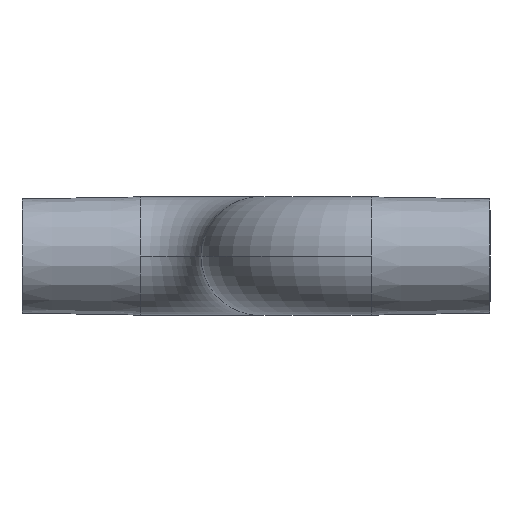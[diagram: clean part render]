
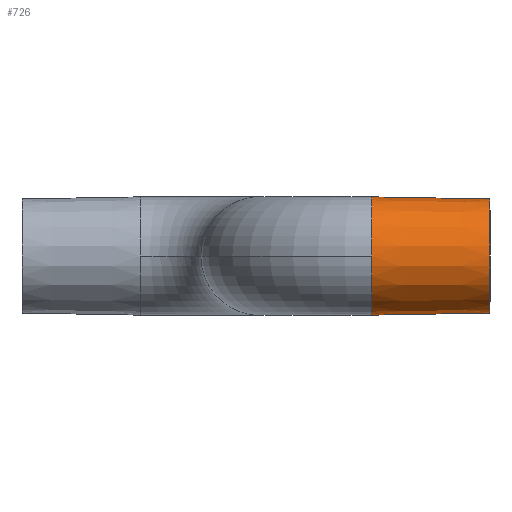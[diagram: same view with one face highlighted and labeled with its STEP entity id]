
A CAD part, left-side view. The second image highlights one B-rep face of the part: STEP entity #726.
In plain terms, the highlighted conical face has half-angle 1 degrees and reference radius 10 mm.
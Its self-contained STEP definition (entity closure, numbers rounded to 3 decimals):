
#52 = AXIS2_PLACEMENT_3D ( 'NONE', #981, #513, #913 ) ;
#89 = DIRECTION ( 'NONE',  ( 0., 1., 0. ) ) ;
#165 = EDGE_CURVE ( 'NONE', #541, #391, #769, .T. ) ;
#166 = DIRECTION ( 'NONE',  ( 0., 1., -0.017 ) ) ;
#278 = DIRECTION ( 'NONE',  ( 0., 1., 0. ) ) ;
#283 = VERTEX_POINT ( 'NONE', #591 ) ;
#298 = ORIENTED_EDGE ( 'NONE', *, *, #416, .F. ) ;
#311 = ORIENTED_EDGE ( 'NONE', *, *, #671, .T. ) ;
#339 = CARTESIAN_POINT ( 'NONE',  ( -40., 20., 10. ) ) ;
#344 = CARTESIAN_POINT ( 'NONE',  ( -40., 20., -10. ) ) ;
#355 = DIRECTION ( 'NONE',  ( 0., 1., 0.017 ) ) ;
#364 = CARTESIAN_POINT ( 'NONE',  ( -40., 0., 0. ) ) ;
#370 = CIRCLE ( 'NONE', #720, 10. ) ;
#371 = CARTESIAN_POINT ( 'NONE',  ( -40., 20., 0. ) ) ;
#391 = VERTEX_POINT ( 'NONE', #631 ) ;
#416 = EDGE_CURVE ( 'NONE', #680, #283, #370, .T. ) ;
#447 = VECTOR ( 'NONE', #166, 1000. ) ;
#475 = VECTOR ( 'NONE', #355, 1000. ) ;
#513 = DIRECTION ( 'NONE',  ( 0., 1., 0. ) ) ;
#541 = VERTEX_POINT ( 'NONE', #798 ) ;
#545 = DIRECTION ( 'NONE',  ( 0., 0., -1. ) ) ;
#571 = FACE_OUTER_BOUND ( 'NONE', #807, .T. ) ;
#591 = CARTESIAN_POINT ( 'NONE',  ( -50., 20., 0. ) ) ;
#603 = LINE ( 'NONE', #339, #475 ) ;
#631 = CARTESIAN_POINT ( 'NONE',  ( -40., 0., 9.651 ) ) ;
#671 = EDGE_CURVE ( 'NONE', #391, #1182, #603, .T. ) ;
#680 = VERTEX_POINT ( 'NONE', #344 ) ;
#720 = AXIS2_PLACEMENT_3D ( 'NONE', #371, #278, #545 ) ;
#723 = CARTESIAN_POINT ( 'NONE',  ( -40., 20., -10. ) ) ;
#726 = ADVANCED_FACE ( 'NONE', ( #571 ), #1061, .T. ) ;
#739 = DIRECTION ( 'NONE',  ( 0., 0., 1. ) ) ;
#764 = DIRECTION ( 'NONE',  ( 0., 0., -1. ) ) ;
#769 = CIRCLE ( 'NONE', #976, 9.651 ) ;
#798 = CARTESIAN_POINT ( 'NONE',  ( -40., 0., -9.651 ) ) ;
#807 = EDGE_LOOP ( 'NONE', ( #1040, #311, #1082, #298, #851 ) ) ;
#830 = EDGE_CURVE ( 'NONE', #541, #680, #1002, .T. ) ;
#851 = ORIENTED_EDGE ( 'NONE', *, *, #830, .F. ) ;
#869 = DIRECTION ( 'NONE',  ( 0., 1., 0. ) ) ;
#913 = DIRECTION ( 'NONE',  ( 0., 0., -1. ) ) ;
#976 = AXIS2_PLACEMENT_3D ( 'NONE', #364, #89, #739 ) ;
#981 = CARTESIAN_POINT ( 'NONE',  ( -40., 20., 0. ) ) ;
#1002 = LINE ( 'NONE', #723, #447 ) ;
#1040 = ORIENTED_EDGE ( 'NONE', *, *, #165, .T. ) ;
#1059 = CIRCLE ( 'NONE', #1188, 10. ) ;
#1061 = CONICAL_SURFACE ( 'NONE', #52, 10., 0.017 ) ;
#1082 = ORIENTED_EDGE ( 'NONE', *, *, #1152, .F. ) ;
#1138 = CARTESIAN_POINT ( 'NONE',  ( -40., 20., 0. ) ) ;
#1146 = CARTESIAN_POINT ( 'NONE',  ( -40., 20., 10. ) ) ;
#1152 = EDGE_CURVE ( 'NONE', #283, #1182, #1059, .T. ) ;
#1182 = VERTEX_POINT ( 'NONE', #1146 ) ;
#1188 = AXIS2_PLACEMENT_3D ( 'NONE', #1138, #869, #764 ) ;
